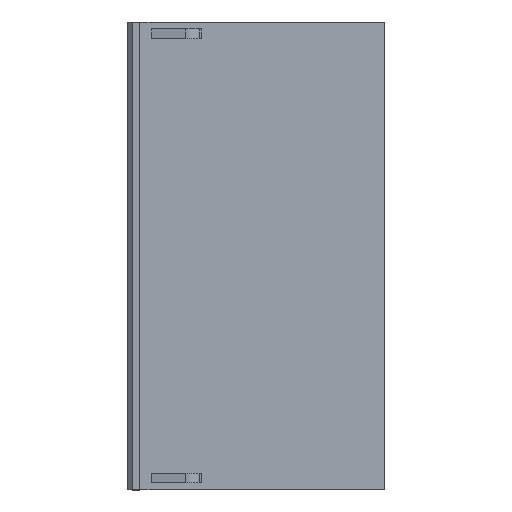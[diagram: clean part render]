
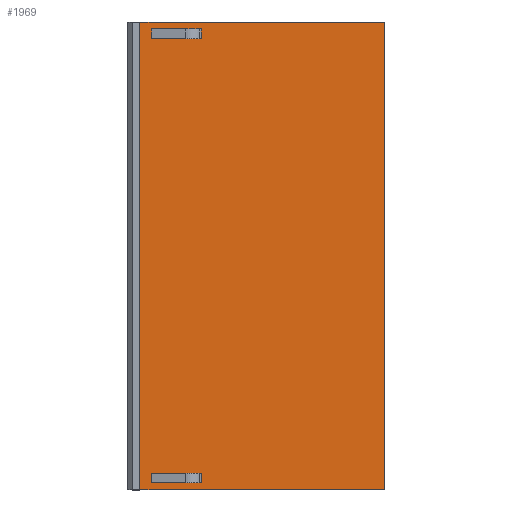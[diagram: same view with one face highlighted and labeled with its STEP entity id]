
A CAD part, top view. The second image highlights one B-rep face of the part: STEP entity #1969.
In plain terms, the highlighted planar face has unit normal (0, 0, 1).
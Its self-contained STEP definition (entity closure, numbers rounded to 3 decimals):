
#69=FACE_BOUND('',#434,.T.);
#70=FACE_BOUND('',#435,.T.);
#71=FACE_BOUND('',#436,.T.);
#72=FACE_BOUND('',#437,.T.);
#163=PLANE('',#2139);
#283=FACE_OUTER_BOUND('',#433,.T.);
#433=EDGE_LOOP('',(#1743,#1744,#1745,#1746));
#434=EDGE_LOOP('',(#1747,#1748,#1749,#1750));
#435=EDGE_LOOP('',(#1751,#1752,#1753,#1754));
#436=EDGE_LOOP('',(#1755,#1756,#1757,#1758));
#437=EDGE_LOOP('',(#1759,#1760,#1761,#1762));
#527=LINE('',#2834,#723);
#529=LINE('',#2840,#725);
#535=LINE('',#2855,#731);
#537=LINE('',#2859,#733);
#538=LINE('',#2860,#734);
#540=LINE('',#2864,#736);
#541=LINE('',#2866,#737);
#542=LINE('',#2867,#738);
#547=LINE('',#2882,#743);
#549=LINE('',#2888,#745);
#555=LINE('',#2903,#751);
#557=LINE('',#2907,#753);
#558=LINE('',#2908,#754);
#560=LINE('',#2912,#756);
#561=LINE('',#2914,#757);
#562=LINE('',#2915,#758);
#705=LINE('',#3213,#901);
#710=LINE('',#3222,#906);
#711=LINE('',#3225,#907);
#712=LINE('',#3226,#908);
#723=VECTOR('',#2259,0.8);
#725=VECTOR('',#2263,0.8);
#731=VECTOR('',#2277,0.8);
#733=VECTOR('',#2281,0.847);
#734=VECTOR('',#2282,0.24);
#736=VECTOR('',#2286,0.8);
#737=VECTOR('',#2289,0.847);
#738=VECTOR('',#2290,0.24);
#743=VECTOR('',#2303,0.8);
#745=VECTOR('',#2307,0.8);
#751=VECTOR('',#2321,0.8);
#753=VECTOR('',#2325,0.847);
#754=VECTOR('',#2326,0.24);
#756=VECTOR('',#2330,0.8);
#757=VECTOR('',#2333,0.847);
#758=VECTOR('',#2334,0.24);
#901=VECTOR('',#2591,19.8);
#906=VECTOR('',#2598,37.9);
#907=VECTOR('',#2601,19.8);
#908=VECTOR('',#2602,37.9);
#967=VERTEX_POINT('',#2830);
#968=VERTEX_POINT('',#2832);
#969=VERTEX_POINT('',#2836);
#971=VERTEX_POINT('',#2839);
#975=VERTEX_POINT('',#2851);
#976=VERTEX_POINT('',#2853);
#977=VERTEX_POINT('',#2857);
#978=VERTEX_POINT('',#2862);
#983=VERTEX_POINT('',#2878);
#984=VERTEX_POINT('',#2880);
#985=VERTEX_POINT('',#2884);
#987=VERTEX_POINT('',#2887);
#991=VERTEX_POINT('',#2899);
#992=VERTEX_POINT('',#2901);
#993=VERTEX_POINT('',#2905);
#994=VERTEX_POINT('',#2910);
#1091=VERTEX_POINT('',#3210);
#1092=VERTEX_POINT('',#3212);
#1094=VERTEX_POINT('',#3218);
#1096=VERTEX_POINT('',#3224);
#1145=EDGE_CURVE('',#967,#968,#527,.T.);
#1147=EDGE_CURVE('',#971,#969,#529,.T.);
#1155=EDGE_CURVE('',#975,#976,#535,.T.);
#1157=EDGE_CURVE('',#976,#977,#537,.T.);
#1158=EDGE_CURVE('',#968,#971,#538,.T.);
#1160=EDGE_CURVE('',#977,#978,#540,.T.);
#1161=EDGE_CURVE('',#978,#975,#541,.T.);
#1162=EDGE_CURVE('',#969,#967,#542,.T.);
#1169=EDGE_CURVE('',#983,#984,#547,.T.);
#1171=EDGE_CURVE('',#987,#985,#549,.T.);
#1179=EDGE_CURVE('',#991,#992,#555,.T.);
#1181=EDGE_CURVE('',#992,#993,#557,.T.);
#1182=EDGE_CURVE('',#984,#987,#558,.T.);
#1184=EDGE_CURVE('',#993,#994,#560,.T.);
#1185=EDGE_CURVE('',#994,#991,#561,.T.);
#1186=EDGE_CURVE('',#985,#983,#562,.T.);
#1329=EDGE_CURVE('',#1091,#1092,#705,.T.);
#1334=EDGE_CURVE('',#1092,#1094,#710,.T.);
#1335=EDGE_CURVE('',#1094,#1096,#711,.T.);
#1336=EDGE_CURVE('',#1096,#1091,#712,.T.);
#1743=ORIENTED_EDGE('',*,*,#1335,.F.);
#1744=ORIENTED_EDGE('',*,*,#1334,.F.);
#1745=ORIENTED_EDGE('',*,*,#1329,.F.);
#1746=ORIENTED_EDGE('',*,*,#1336,.F.);
#1747=ORIENTED_EDGE('',*,*,#1185,.T.);
#1748=ORIENTED_EDGE('',*,*,#1179,.T.);
#1749=ORIENTED_EDGE('',*,*,#1181,.T.);
#1750=ORIENTED_EDGE('',*,*,#1184,.T.);
#1751=ORIENTED_EDGE('',*,*,#1186,.T.);
#1752=ORIENTED_EDGE('',*,*,#1169,.T.);
#1753=ORIENTED_EDGE('',*,*,#1182,.T.);
#1754=ORIENTED_EDGE('',*,*,#1171,.T.);
#1755=ORIENTED_EDGE('',*,*,#1161,.T.);
#1756=ORIENTED_EDGE('',*,*,#1155,.T.);
#1757=ORIENTED_EDGE('',*,*,#1157,.T.);
#1758=ORIENTED_EDGE('',*,*,#1160,.T.);
#1759=ORIENTED_EDGE('',*,*,#1162,.T.);
#1760=ORIENTED_EDGE('',*,*,#1145,.T.);
#1761=ORIENTED_EDGE('',*,*,#1158,.T.);
#1762=ORIENTED_EDGE('',*,*,#1147,.T.);
#1969=ADVANCED_FACE('',(#283,#69,#70,#71,#72),#163,.T.);
#2139=AXIS2_PLACEMENT_3D('',#3223,#2599,#2600);
#2259=DIRECTION('',(0.,-1.,0.));
#2263=DIRECTION('',(0.,1.,0.));
#2277=DIRECTION('',(0.,-1.,0.));
#2281=DIRECTION('',(-1.,0.,0.));
#2282=DIRECTION('',(-1.,0.,0.));
#2286=DIRECTION('',(0.,1.,0.));
#2289=DIRECTION('',(1.,0.,0.));
#2290=DIRECTION('',(1.,0.,0.));
#2303=DIRECTION('',(0.,-1.,0.));
#2307=DIRECTION('',(0.,1.,0.));
#2321=DIRECTION('',(0.,-1.,0.));
#2325=DIRECTION('',(-1.,0.,0.));
#2326=DIRECTION('',(-1.,0.,0.));
#2330=DIRECTION('',(0.,1.,0.));
#2333=DIRECTION('',(1.,0.,0.));
#2334=DIRECTION('',(1.,0.,0.));
#2591=DIRECTION('',(1.,0.,0.));
#2598=DIRECTION('',(0.,-1.,0.));
#2599=DIRECTION('center_axis',(0.,0.,
1.));
#2600=DIRECTION('ref_axis',(0.,-1.,0.));
#2601=DIRECTION('',(-1.,0.,0.));
#2602=DIRECTION('',(0.,1.,0.));
#2830=CARTESIAN_POINT('',(-4.75,0.4,7.45));
#2832=CARTESIAN_POINT('',(-4.75,-0.4,7.45));
#2834=CARTESIAN_POINT('',(-4.75,0.4,7.45));
#2836=CARTESIAN_POINT('',(-4.99,0.4,7.45));
#2839=CARTESIAN_POINT('',(-4.99,-0.4,7.45));
#2840=CARTESIAN_POINT('',(-4.99,-0.4,7.45));
#2851=CARTESIAN_POINT('',(-7.903,0.4,7.45));
#2853=CARTESIAN_POINT('',(-7.903,-0.4,7.45));
#2855=CARTESIAN_POINT('',(-7.903,0.4,7.45));
#2857=CARTESIAN_POINT('',(-8.75,-0.4,7.45));
#2859=CARTESIAN_POINT('',(-7.903,-0.4,7.45));
#2860=CARTESIAN_POINT('',(-4.75,-0.4,7.45));
#2862=CARTESIAN_POINT('',(-8.75,0.4,7.45));
#2864=CARTESIAN_POINT('',(-8.75,-0.4,7.45));
#2866=CARTESIAN_POINT('',(-8.75,0.4,7.45));
#2867=CARTESIAN_POINT('',(-4.99,0.4,7.45));
#2878=CARTESIAN_POINT('',(-4.75,-35.6,7.45));
#2880=CARTESIAN_POINT('',(-4.75,-36.4,7.45));
#2882=CARTESIAN_POINT('',(-4.75,-35.6,7.45));
#2884=CARTESIAN_POINT('',(-4.99,-35.6,7.45));
#2887=CARTESIAN_POINT('',(-4.99,-36.4,7.45));
#2888=CARTESIAN_POINT('',(-4.99,-36.4,7.45));
#2899=CARTESIAN_POINT('',(-7.903,-35.6,7.45));
#2901=CARTESIAN_POINT('',(-7.903,-36.4,7.45));
#2903=CARTESIAN_POINT('',(-7.903,-35.6,7.45));
#2905=CARTESIAN_POINT('',(-8.75,-36.4,7.45));
#2907=CARTESIAN_POINT('',(-7.903,-36.4,7.45));
#2908=CARTESIAN_POINT('',(-4.75,-36.4,7.45));
#2910=CARTESIAN_POINT('',(-8.75,-35.6,7.45));
#2912=CARTESIAN_POINT('',(-8.75,-36.4,7.45));
#2914=CARTESIAN_POINT('',(-8.75,-35.6,7.45));
#2915=CARTESIAN_POINT('',(-4.99,-35.6,7.45));
#3210=CARTESIAN_POINT('',(-9.7,0.95,7.45));
#3212=CARTESIAN_POINT('',(10.1,0.95,7.45));
#3213=CARTESIAN_POINT('',(-9.7,0.95,7.45));
#3218=CARTESIAN_POINT('',(10.1,-36.95,7.45));
#3222=CARTESIAN_POINT('',(10.1,0.95,7.45));
#3223=CARTESIAN_POINT('Origin',(0.2,-36.95,7.45));
#3224=CARTESIAN_POINT('',(-9.7,-36.95,7.45));
#3225=CARTESIAN_POINT('',(10.1,-36.95,7.45));
#3226=CARTESIAN_POINT('',(-9.7,-36.95,7.45));
